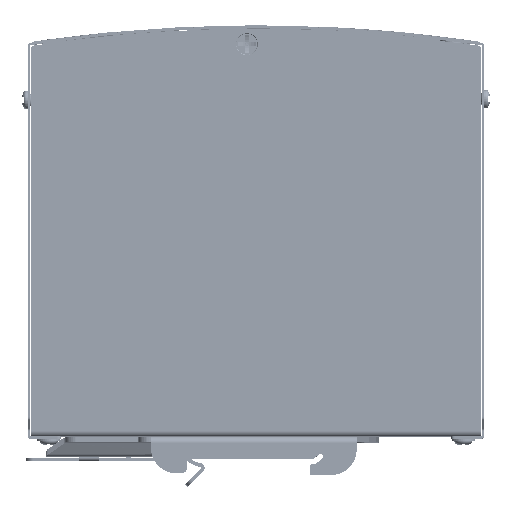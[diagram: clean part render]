
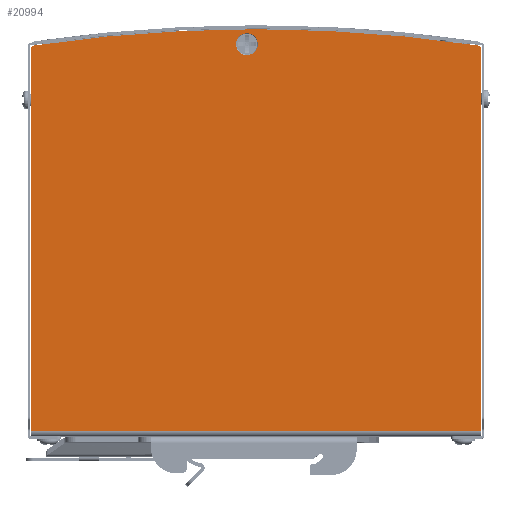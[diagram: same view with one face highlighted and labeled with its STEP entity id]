
A CAD part, top view. The second image highlights one B-rep face of the part: STEP entity #20994.
In plain terms, the highlighted face is planar.
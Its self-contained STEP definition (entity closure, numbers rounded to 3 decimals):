
#19735=CARTESIAN_POINT('',(-31.5,47.613,-61.05));
#19736=DIRECTION('',(1.,0.,0.));
#19737=DIRECTION('',(0.,0.,-1.));
#19738=AXIS2_PLACEMENT_3D('',#19735,#19736,#19737);
#19740=CARTESIAN_POINT('',(-31.5,-365.439,0.));
#19741=DIRECTION('',(1.,0.,0.));
#19742=DIRECTION('',(0.,0.989,-0.146));
#19743=AXIS2_PLACEMENT_3D('',#19740,#19741,#19742);
#19745=CARTESIAN_POINT('',(-31.5,-365.439,0.));
#19746=DIRECTION('',(1.,0.,0.));
#19747=DIRECTION('',(0.,1.,0.));
#19748=AXIS2_PLACEMENT_3D('',#19745,#19746,#19747);
#19750=CARTESIAN_POINT('',(-31.5,47.613,61.05));
#19751=DIRECTION('',(1.,0.,0.));
#19752=DIRECTION('',(0.,0.989,0.146));
#19753=AXIS2_PLACEMENT_3D('',#19750,#19751,#19752);
#19755=DIRECTION('',(0.,1.,0.));
#19756=VECTOR('',#19755,105.213);
#19757=CARTESIAN_POINT('',(-31.5,-57.6,-61.85));
#19758=LINE('',#19757,#19756);
#19759=CARTESIAN_POINT('',(-31.5,48.8,-2.5));
#19760=DIRECTION('',(-1.,0.,0.));
#19761=DIRECTION('',(0.,0.,-1.));
#19762=AXIS2_PLACEMENT_3D('',#19759,#19760,#19761);
#19764=CARTESIAN_POINT('',(-31.5,48.8,-2.5));
#19765=DIRECTION('',(-1.,0.,0.));
#19766=DIRECTION('',(0.,0.,1.));
#19767=AXIS2_PLACEMENT_3D('',#19764,#19765,#19766);
#20091=DIRECTION('',(0.,0.,1.));
#20092=VECTOR('',#20091,123.7);
#20093=CARTESIAN_POINT('',(-31.5,-57.6,-61.85));
#20094=LINE('',#20093,#20092);
#20109=DIRECTION('',(0.,1.,0.));
#20110=VECTOR('',#20109,105.213);
#20111=CARTESIAN_POINT('',(-31.5,-57.6,61.85));
#20112=LINE('',#20111,#20110);
#20687=CARTESIAN_POINT('',(-31.5,47.613,-61.85));
#20688=CARTESIAN_POINT('',(-31.5,48.404,-61.167));
#20689=VERTEX_POINT('',#20687);
#20690=VERTEX_POINT('',#20688);
#20691=CARTESIAN_POINT('',(-31.5,52.9,0.));
#20692=VERTEX_POINT('',#20691);
#20693=CARTESIAN_POINT('',(-31.5,48.404,61.167));
#20694=VERTEX_POINT('',#20693);
#20695=CARTESIAN_POINT('',(-31.5,47.613,61.85));
#20696=VERTEX_POINT('',#20695);
#20697=CARTESIAN_POINT('',(-31.5,-57.6,61.85));
#20698=VERTEX_POINT('',#20697);
#20699=CARTESIAN_POINT('',(-31.5,-57.6,-61.85));
#20700=VERTEX_POINT('',#20699);
#20701=CARTESIAN_POINT('',(-31.5,48.8,-5.5));
#20702=CARTESIAN_POINT('',(-31.5,48.8,0.5));
#20703=VERTEX_POINT('',#20701);
#20704=VERTEX_POINT('',#20702);
#20967=CARTESIAN_POINT('',(-31.5,59.,-62.));
#20968=DIRECTION('',(-1.,0.,0.));
#20969=DIRECTION('',(0.,-1.,0.));
#20970=AXIS2_PLACEMENT_3D('',#20967,#20968,#20969);
#20971=PLANE('',#20970);
#20973=ORIENTED_EDGE('',*,*,#20972,.T.);
#20975=ORIENTED_EDGE('',*,*,#20974,.T.);
#20977=ORIENTED_EDGE('',*,*,#20976,.T.);
#20979=ORIENTED_EDGE('',*,*,#20978,.T.);
#20981=ORIENTED_EDGE('',*,*,#20980,.F.);
#20983=ORIENTED_EDGE('',*,*,#20982,.F.);
#20985=ORIENTED_EDGE('',*,*,#20984,.T.);
#20986=EDGE_LOOP('',(#20973,#20975,#20977,#20979,#20981,#20983,#20985));
#20987=FACE_OUTER_BOUND('',#20986,.F.);
#20989=ORIENTED_EDGE('',*,*,#20988,.T.);
#20991=ORIENTED_EDGE('',*,*,#20990,.T.);
#20992=EDGE_LOOP('',(#20989,#20991));
#20993=FACE_BOUND('',#20992,.F.);
#19739=CIRCLE('',#19738,0.8);
#19744=CIRCLE('',#19743,418.339);
#19749=CIRCLE('',#19748,418.339);
#19754=CIRCLE('',#19753,0.8);
#19763=CIRCLE('',#19762,3.);
#19768=CIRCLE('',#19767,3.);
#20972=EDGE_CURVE('',#20689,#20690,#19739,.T.);
#20974=EDGE_CURVE('',#20690,#20692,#19744,.T.);
#20976=EDGE_CURVE('',#20692,#20694,#19749,.T.);
#20978=EDGE_CURVE('',#20694,#20696,#19754,.T.);
#20980=EDGE_CURVE('',#20698,#20696,#20112,.T.);
#20982=EDGE_CURVE('',#20700,#20698,#20094,.T.);
#20984=EDGE_CURVE('',#20700,#20689,#19758,.T.);
#20988=EDGE_CURVE('',#20703,#20704,#19763,.T.);
#20990=EDGE_CURVE('',#20704,#20703,#19768,.T.);
#20994=ADVANCED_FACE('',(#20987,#20993),#20971,.T.);
